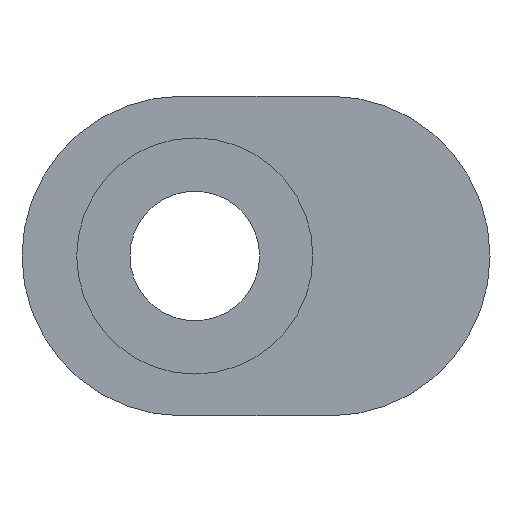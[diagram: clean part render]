
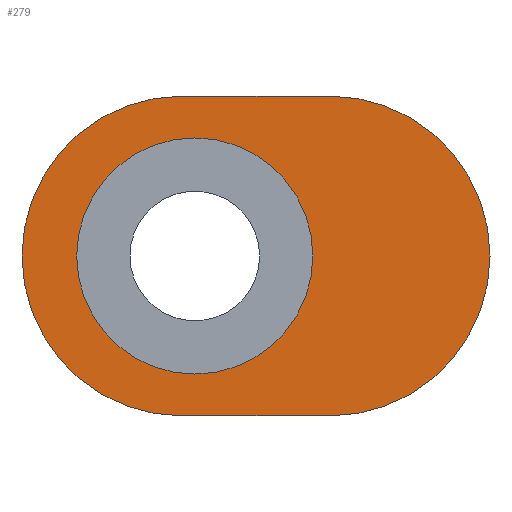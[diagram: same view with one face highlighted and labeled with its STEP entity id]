
A CAD part, front view. The second image highlights one B-rep face of the part: STEP entity #279.
In plain terms, the highlighted planar face has unit normal (0, -1, 0).
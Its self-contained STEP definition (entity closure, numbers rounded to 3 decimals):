
#4 = PLANE ( 'NONE',  #160 ) ;
#6 = LINE ( 'NONE', #40, #209 ) ;
#10 = CARTESIAN_POINT ( 'NONE',  ( 0., 0., 11.1 ) ) ;
#20 = DIRECTION ( 'NONE',  ( -1., 0., 0. ) ) ;
#26 = CIRCLE ( 'NONE', #60, 11.1 ) ;
#40 = CARTESIAN_POINT ( 'NONE',  ( 0., 0., 11.1 ) ) ;
#49 = AXIS2_PLACEMENT_3D ( 'NONE', #71, #221, #229 ) ;
#57 = EDGE_CURVE ( 'NONE', #325, #309, #304, .T. ) ;
#60 = AXIS2_PLACEMENT_3D ( 'NONE', #173, #73, #262 ) ;
#65 = CARTESIAN_POINT ( 'NONE',  ( 0.9, 0., -8.2 ) ) ;
#69 = VERTEX_POINT ( 'NONE', #373 ) ;
#71 = CARTESIAN_POINT ( 'NONE',  ( 0.9, 0., 0. ) ) ;
#73 = DIRECTION ( 'NONE',  ( 0., 1., 0. ) ) ;
#74 = EDGE_LOOP ( 'NONE', ( #201, #230, #365, #276 ) ) ;
#77 = DIRECTION ( 'NONE',  ( 0., 0., 1. ) ) ;
#86 = VERTEX_POINT ( 'NONE', #250 ) ;
#95 = ORIENTED_EDGE ( 'NONE', *, *, #148, .T. ) ;
#100 = CARTESIAN_POINT ( 'NONE',  ( 0.9, 0., 8.2 ) ) ;
#101 = CIRCLE ( 'NONE', #214, 11.1 ) ;
#139 = DIRECTION ( 'NONE',  ( 0., 1., 0. ) ) ;
#141 = DIRECTION ( 'NONE',  ( 0., 0., 1. ) ) ;
#145 = EDGE_CURVE ( 'NONE', #69, #86, #320, .T. ) ;
#148 = EDGE_CURVE ( 'NONE', #309, #325, #312, .T. ) ;
#154 = EDGE_CURVE ( 'NONE', #86, #207, #101, .T. ) ;
#160 = AXIS2_PLACEMENT_3D ( 'NONE', #344, #198, #220 ) ;
#164 = EDGE_CURVE ( 'NONE', #386, #69, #26, .T. ) ;
#173 = CARTESIAN_POINT ( 'NONE',  ( 10.3, 0., 0. ) ) ;
#198 = DIRECTION ( 'NONE',  ( 0., 1., 0. ) ) ;
#201 = ORIENTED_EDGE ( 'NONE', *, *, #154, .F. ) ;
#207 = VERTEX_POINT ( 'NONE', #10 ) ;
#209 = VECTOR ( 'NONE', #379, 1000. ) ;
#214 = AXIS2_PLACEMENT_3D ( 'NONE', #352, #265, #141 ) ;
#215 = EDGE_LOOP ( 'NONE', ( #95, #306 ) ) ;
#220 = DIRECTION ( 'NONE',  ( 0., 0., 1. ) ) ;
#221 = DIRECTION ( 'NONE',  ( 0., 1., 0. ) ) ;
#225 = FACE_OUTER_BOUND ( 'NONE', #74, .T. ) ;
#229 = DIRECTION ( 'NONE',  ( 0., 0., 1. ) ) ;
#230 = ORIENTED_EDGE ( 'NONE', *, *, #145, .F. ) ;
#250 = CARTESIAN_POINT ( 'NONE',  ( 0., 0., -11.1 ) ) ;
#255 = FACE_BOUND ( 'NONE', #215, .T. ) ;
#262 = DIRECTION ( 'NONE',  ( 0., 0., 1. ) ) ;
#265 = DIRECTION ( 'NONE',  ( 0., 1., 0. ) ) ;
#274 = AXIS2_PLACEMENT_3D ( 'NONE', #296, #139, #77 ) ;
#276 = ORIENTED_EDGE ( 'NONE', *, *, #389, .F. ) ;
#279 = ADVANCED_FACE ( 'NONE', ( #225, #255 ), #4, .F. ) ;
#296 = CARTESIAN_POINT ( 'NONE',  ( 0.9, 0., 0. ) ) ;
#304 = CIRCLE ( 'NONE', #49, 8.2 ) ;
#306 = ORIENTED_EDGE ( 'NONE', *, *, #57, .T. ) ;
#309 = VERTEX_POINT ( 'NONE', #65 ) ;
#312 = CIRCLE ( 'NONE', #274, 8.2 ) ;
#317 = CARTESIAN_POINT ( 'NONE',  ( 10.3, 0., 11.1 ) ) ;
#320 = LINE ( 'NONE', #350, #337 ) ;
#325 = VERTEX_POINT ( 'NONE', #100 ) ;
#337 = VECTOR ( 'NONE', #20, 1000. ) ;
#344 = CARTESIAN_POINT ( 'NONE',  ( 0., 0., 0. ) ) ;
#350 = CARTESIAN_POINT ( 'NONE',  ( 0., 0., -11.1 ) ) ;
#352 = CARTESIAN_POINT ( 'NONE',  ( 0., 0., 0. ) ) ;
#365 = ORIENTED_EDGE ( 'NONE', *, *, #164, .F. ) ;
#373 = CARTESIAN_POINT ( 'NONE',  ( 10.3, 0., -11.1 ) ) ;
#379 = DIRECTION ( 'NONE',  ( 1., 0., 0. ) ) ;
#386 = VERTEX_POINT ( 'NONE', #317 ) ;
#389 = EDGE_CURVE ( 'NONE', #207, #386, #6, .T. ) ;
